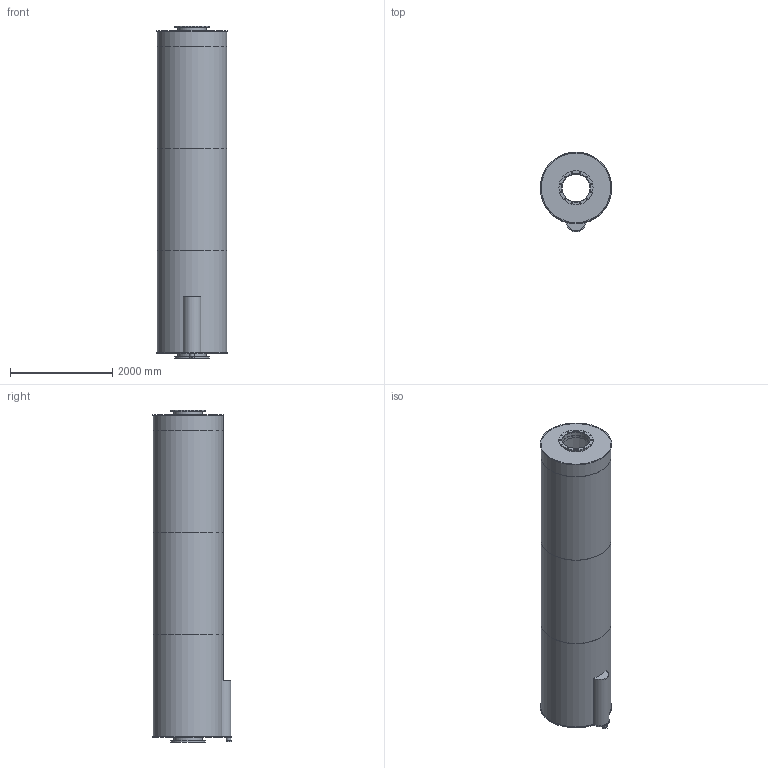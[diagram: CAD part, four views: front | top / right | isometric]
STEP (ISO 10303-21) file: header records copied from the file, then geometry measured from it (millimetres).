
FILE_DESCRIPTION(/* description */ (''),/* implementation_level */ '2;1');
FILE_NAME(/* name */ 'Vlsad 22.stp',/* time_stamp */ '2015-01-22T15:09:26+01:00',/* author */ ('Tekenkamer'),/* organization */ (''),/* preprocessor_version */ 'ST-DEVELOPER v15.6',/* originating_system */ 'Autodesk Inventor 2015',/* authorisation */ '');
FILE_SCHEMA (('AUTOMOTIVE_DESIGN { 1 0 10303 214 3 1 1 }'));
Length unit declared in the file: millimetre
Products named in the file (1): MAAT3D
Bounding box: 1400 x 1553.3 x 6500 mm (x, y, z)
Volume: 143428679.8 mm3; surface area: 62390886.7 mm2
Topology: 14 solids, 14 shells, 90 faces, 186 edges, 124 vertices
Faces by surface type: cylinder 52, plane 38
Full cylindrical faces by diameter (mm): 22 x24, 80.5 x2, 88.9 x1, 551 x2, 559 x2, 561 x4, 670 x2, 1362 x4, 1370 x4, 1400 x1
Entity records: 2366 total; most frequent: DIRECTION 426, CARTESIAN_POINT 355, ORIENTED_EDGE 280, EDGE_LOOP 208, AXIS2_PLACEMENT_3D 195, EDGE_CURVE 140, VERTEX_POINT 124, FACE_BOUND 118
